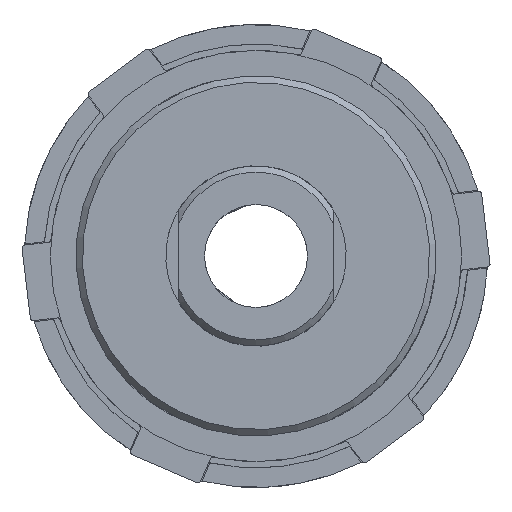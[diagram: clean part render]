
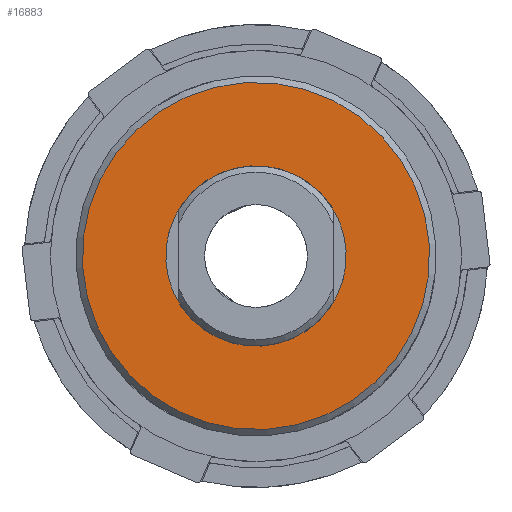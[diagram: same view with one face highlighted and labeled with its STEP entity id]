
A CAD part, front view. The second image highlights one B-rep face of the part: STEP entity #16883.
In plain terms, the highlighted planar face has unit normal (0, -1, 0).
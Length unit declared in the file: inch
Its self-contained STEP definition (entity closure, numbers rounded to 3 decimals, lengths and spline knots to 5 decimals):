
#16507=CARTESIAN_POINT('',(0.4385,-0.1875,0.0));
#16508=VERTEX_POINT('',#16507);
#16509=CARTESIAN_POINT('',(0.,-0.1875,0.0));
#16510=DIRECTION('',(0.0,-1.0,0.0));
#16511=DIRECTION('',(1.0,0.0,0.0));
#16512=AXIS2_PLACEMENT_3D('',#16509,#16510,#16511);
#16513=CIRCLE('',#16512,0.4385);
#16514=EDGE_CURVE('',#16508,#16508,#16513,.T.);
#16860=CARTESIAN_POINT('',(0.844,-0.1875,0.));
#16861=VERTEX_POINT('',#16860);
#16862=CARTESIAN_POINT('',(0.,-0.1875,0.0));
#16863=DIRECTION('',(0.0,1.0,0.0));
#16864=DIRECTION('',(-1.0,0.0,0.0));
#16865=AXIS2_PLACEMENT_3D('',#16862,#16863,#16864);
#16866=CIRCLE('',#16865,0.844);
#16867=EDGE_CURVE('',#16861,#16861,#16866,.T.);
#16872=CARTESIAN_POINT('',(0.65675,-0.1875,0.0));
#16873=DIRECTION('',(0.0,-1.0,0.0));
#16874=DIRECTION('',(0.0,0.0,-1.0));
#16875=AXIS2_PLACEMENT_3D('',#16872,#16873,#16874);
#16876=PLANE('',#16875);
#16877=ORIENTED_EDGE('',*,*,#16867,.F.);
#16878=EDGE_LOOP('',(#16877));
#16879=FACE_OUTER_BOUND('',#16878,.T.);
#16880=ORIENTED_EDGE('',*,*,#16514,.F.);
#16881=EDGE_LOOP('',(#16880));
#16882=FACE_BOUND('',#16881,.T.);
#16883=ADVANCED_FACE('',(#16879,#16882),#16876,.T.);
